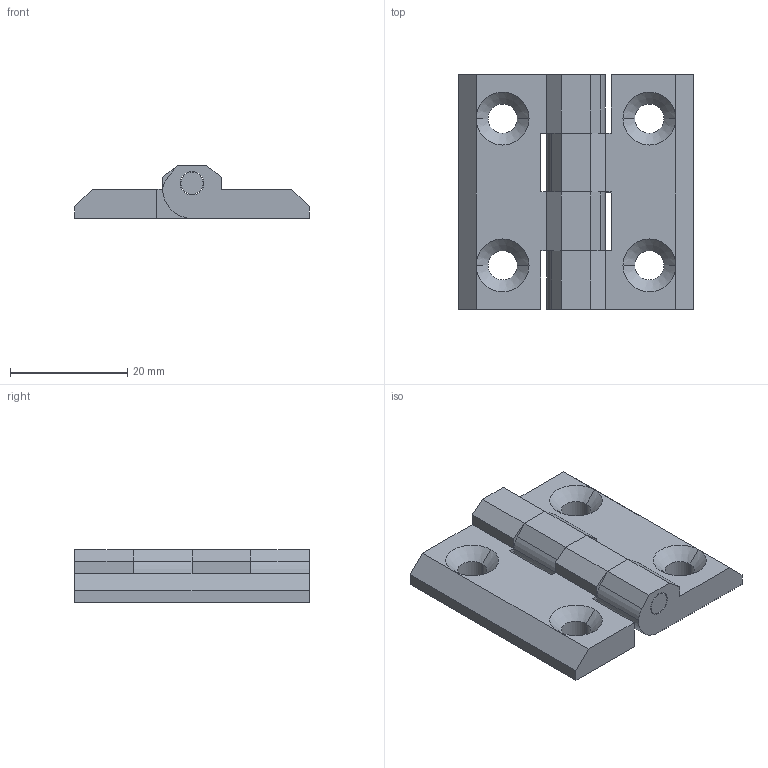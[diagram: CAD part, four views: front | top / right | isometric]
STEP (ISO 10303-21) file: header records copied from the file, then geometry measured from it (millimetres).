
FILE_DESCRIPTION (( 'STEP AP203' ), '1' );
FILE_NAME ('HINGE-HENGZHU-40X40.STEP', '2024-11-20T06:32:04', ( '' ), ( '' ), 'SwSTEP 2.0', 'SolidWorks 2024', '' );
FILE_SCHEMA (( 'CONFIG_CONTROL_DESIGN' ));
Length unit declared in the file: millimetre
Products named in the file (3): HINGE-HENGZHU-40X40-A1; Part24^Assem2; HINGE-HENGZHU-40X40
Assembly tree (3 placements, depth 2):
  HINGE-HENGZHU-40X40
    HINGE-HENGZHU-40X40-A1  x2
    Part24^Assem2
Bounding box: 40 x 40 x 9 mm (x, y, z)
Volume: 7960.7 mm3; surface area: 5825.7 mm2
Topology: 3 solids, 3 shells, 74 faces, 200 edges, 128 vertices
Faces by surface type: plane 40, cylinder 26, cone 8
Entity records: 1558 total; most frequent: DIRECTION 225, CARTESIAN_POINT 214, ORIENTED_EDGE 206, EDGE_CURVE 103, AXIS2_PLACEMENT_3D 77, LINE 71, VECTOR 71, VERTEX_POINT 66
